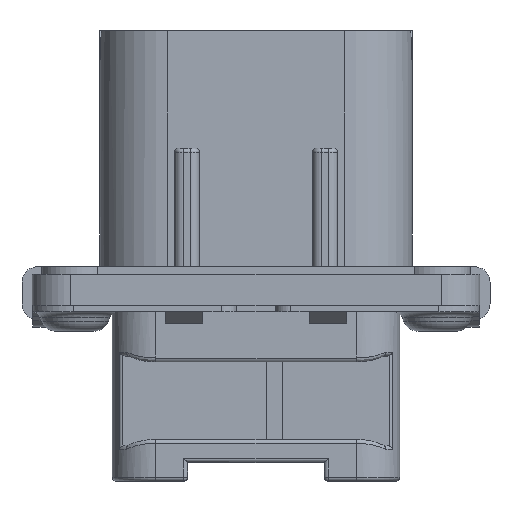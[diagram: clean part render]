
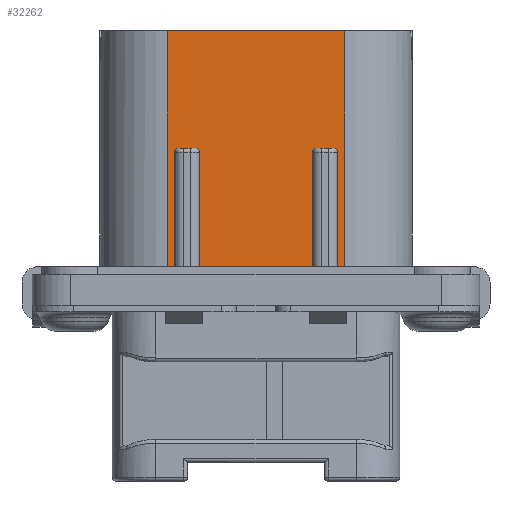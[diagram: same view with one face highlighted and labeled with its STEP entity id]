
A CAD part, front view. The second image highlights one B-rep face of the part: STEP entity #32262.
In plain terms, the highlighted planar face has unit normal (0, -1, 0).
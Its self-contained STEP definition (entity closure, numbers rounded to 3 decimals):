
#1275=DIRECTION('',(1.,0.,0.));
#1276=VECTOR('',#1275,0.45);
#1277=CARTESIAN_POINT('',(5.25,-9.,2.));
#1278=LINE('',#1277,#1276);
#2470=DIRECTION('',(1.,0.,0.));
#2471=VECTOR('',#2470,0.45);
#2472=CARTESIAN_POINT('',(-5.7,-9.,2.));
#2473=LINE('',#2472,#2471);
#2482=CARTESIAN_POINT('',(-5.,-9.,9.87));
#2483=DIRECTION('',(0.,1.,0.));
#2484=DIRECTION('',(-1.,0.,0.));
#2485=AXIS2_PLACEMENT_3D('',#2482,#2483,#2484);
#2514=CARTESIAN_POINT('',(-3.9,-9.,9.87));
#2515=DIRECTION('',(0.,1.,0.));
#2516=DIRECTION('',(0.,0.,1.));
#2517=AXIS2_PLACEMENT_3D('',#2514,#2515,#2516);
#2527=DIRECTION('',(0.,0.,-1.));
#2528=VECTOR('',#2527,7.87);
#2529=CARTESIAN_POINT('',(5.25,-9.,9.87));
#2530=LINE('',#2529,#2528);
#2531=DIRECTION('',(-1.,0.,0.));
#2532=VECTOR('',#2531,1.1);
#2533=CARTESIAN_POINT('',(5.,-9.,10.12));
#2534=LINE('',#2533,#2532);
#2535=DIRECTION('',(0.,0.,-1.));
#2536=VECTOR('',#2535,7.87);
#2537=CARTESIAN_POINT('',(3.65,-9.,9.87));
#2538=LINE('',#2537,#2536);
#2539=DIRECTION('',(0.,0.,-1.));
#2540=VECTOR('',#2539,7.87);
#2541=CARTESIAN_POINT('',(-3.65,-9.,9.87));
#2542=LINE('',#2541,#2540);
#2543=DIRECTION('',(-1.,0.,0.));
#2544=VECTOR('',#2543,1.1);
#2545=CARTESIAN_POINT('',(-3.9,-9.,10.12));
#2546=LINE('',#2545,#2544);
#2547=DIRECTION('',(0.,0.,-1.));
#2548=VECTOR('',#2547,7.87);
#2549=CARTESIAN_POINT('',(-5.25,-9.,9.87));
#2550=LINE('',#2549,#2548);
#2551=DIRECTION('',(0.,0.,-1.));
#2552=VECTOR('',#2551,15.67);
#2553=CARTESIAN_POINT('',(-5.7,-9.,17.67));
#2554=LINE('',#2553,#2552);
#2555=DIRECTION('',(0.,0.,-1.));
#2556=VECTOR('',#2555,15.67);
#2557=CARTESIAN_POINT('',(5.7,-9.,17.67));
#2558=LINE('',#2557,#2556);
#2572=CARTESIAN_POINT('',(5.,-9.,9.87));
#2573=DIRECTION('',(0.,1.,0.));
#2574=DIRECTION('',(0.,0.,1.));
#2575=AXIS2_PLACEMENT_3D('',#2572,#2573,#2574);
#2710=DIRECTION('',(1.,0.,0.));
#2711=VECTOR('',#2710,7.3);
#2712=CARTESIAN_POINT('',(-3.65,-9.,2.));
#2713=LINE('',#2712,#2711);
#2726=CARTESIAN_POINT('',(3.9,-9.,9.87));
#2727=DIRECTION('',(0.,1.,0.));
#2728=DIRECTION('',(-1.,0.,0.));
#2729=AXIS2_PLACEMENT_3D('',#2726,#2727,#2728);
#2938=DIRECTION('',(1.,0.,0.));
#2939=VECTOR('',#2938,11.4);
#2940=CARTESIAN_POINT('',(-5.7,-9.,17.67));
#2941=LINE('',#2940,#2939);
#24465=CARTESIAN_POINT('',(-5.7,-9.,17.67));
#24466=CARTESIAN_POINT('',(-5.7,-9.,2.));
#24467=VERTEX_POINT('',#24465);
#24468=VERTEX_POINT('',#24466);
#24469=CARTESIAN_POINT('',(5.7,-9.,17.67));
#24470=CARTESIAN_POINT('',(5.7,-9.,2.));
#24471=VERTEX_POINT('',#24469);
#24472=VERTEX_POINT('',#24470);
#26384=CARTESIAN_POINT('',(-5.25,-9.,2.));
#26385=VERTEX_POINT('',#26384);
#26386=CARTESIAN_POINT('',(-3.65,-9.,2.));
#26387=CARTESIAN_POINT('',(3.65,-9.,2.));
#26388=VERTEX_POINT('',#26386);
#26389=VERTEX_POINT('',#26387);
#26390=CARTESIAN_POINT('',(5.25,-9.,2.));
#26391=VERTEX_POINT('',#26390);
#26433=CARTESIAN_POINT('',(5.25,-9.,9.87));
#26435=VERTEX_POINT('',#26433);
#26437=CARTESIAN_POINT('',(5.,-9.,10.12));
#26439=VERTEX_POINT('',#26437);
#26452=CARTESIAN_POINT('',(3.9,-9.,10.12));
#26453=VERTEX_POINT('',#26452);
#26454=CARTESIAN_POINT('',(3.65,-9.,9.87));
#26455=VERTEX_POINT('',#26454);
#26457=CARTESIAN_POINT('',(-3.65,-9.,9.87));
#26459=VERTEX_POINT('',#26457);
#26461=CARTESIAN_POINT('',(-3.9,-9.,10.12));
#26463=VERTEX_POINT('',#26461);
#26476=CARTESIAN_POINT('',(-5.,-9.,10.12));
#26477=VERTEX_POINT('',#26476);
#26478=CARTESIAN_POINT('',(-5.25,-9.,9.87));
#26479=VERTEX_POINT('',#26478);
#32230=CARTESIAN_POINT('',(-10.05,-9.,2.));
#32231=DIRECTION('',(0.,-1.,0.));
#32232=DIRECTION('',(1.,0.,0.));
#32233=AXIS2_PLACEMENT_3D('',#32230,#32231,#32232);
#32234=PLANE('',#32233);
#32236=ORIENTED_EDGE('',*,*,#32235,.F.);
#32238=ORIENTED_EDGE('',*,*,#32237,.F.);
#32240=ORIENTED_EDGE('',*,*,#32239,.T.);
#32242=ORIENTED_EDGE('',*,*,#32241,.F.);
#32244=ORIENTED_EDGE('',*,*,#32243,.T.);
#32246=ORIENTED_EDGE('',*,*,#32245,.F.);
#32247=ORIENTED_EDGE('',*,*,#32221,.F.);
#32248=ORIENTED_EDGE('',*,*,#32210,.F.);
#32249=ORIENTED_EDGE('',*,*,#32195,.T.);
#32250=ORIENTED_EDGE('',*,*,#32176,.F.);
#32251=ORIENTED_EDGE('',*,*,#32161,.T.);
#32252=ORIENTED_EDGE('',*,*,#32146,.F.);
#32254=ORIENTED_EDGE('',*,*,#32253,.F.);
#32256=ORIENTED_EDGE('',*,*,#32255,.T.);
#32258=ORIENTED_EDGE('',*,*,#32257,.T.);
#32259=ORIENTED_EDGE('',*,*,#31365,.F.);
#32260=EDGE_LOOP('',(#32236,#32238,#32240,#32242,#32244,#32246,#32247,#32248,
#32249,#32250,#32251,#32252,#32254,#32256,#32258,#32259));
#32261=FACE_OUTER_BOUND('',#32260,.F.);
#32262=ADVANCED_FACE('',(#32261),#32234,.T.);
#2486=CIRCLE('',#2485,0.25);
#2518=CIRCLE('',#2517,0.25);
#2576=CIRCLE('',#2575,0.25);
#2730=CIRCLE('',#2729,0.25);
#31365=EDGE_CURVE('',#26391,#24472,#1278,.T.);
#32146=EDGE_CURVE('',#24468,#26385,#2473,.T.);
#32161=EDGE_CURVE('',#26479,#26385,#2550,.T.);
#32176=EDGE_CURVE('',#26479,#26477,#2486,.T.);
#32195=EDGE_CURVE('',#26463,#26477,#2546,.T.);
#32210=EDGE_CURVE('',#26463,#26459,#2518,.T.);
#32221=EDGE_CURVE('',#26459,#26388,#2542,.T.);
#32235=EDGE_CURVE('',#26435,#26391,#2530,.T.);
#32237=EDGE_CURVE('',#26439,#26435,#2576,.T.);
#32239=EDGE_CURVE('',#26439,#26453,#2534,.T.);
#32241=EDGE_CURVE('',#26455,#26453,#2730,.T.);
#32243=EDGE_CURVE('',#26455,#26389,#2538,.T.);
#32245=EDGE_CURVE('',#26388,#26389,#2713,.T.);
#32253=EDGE_CURVE('',#24467,#24468,#2554,.T.);
#32255=EDGE_CURVE('',#24467,#24471,#2941,.T.);
#32257=EDGE_CURVE('',#24471,#24472,#2558,.T.);
